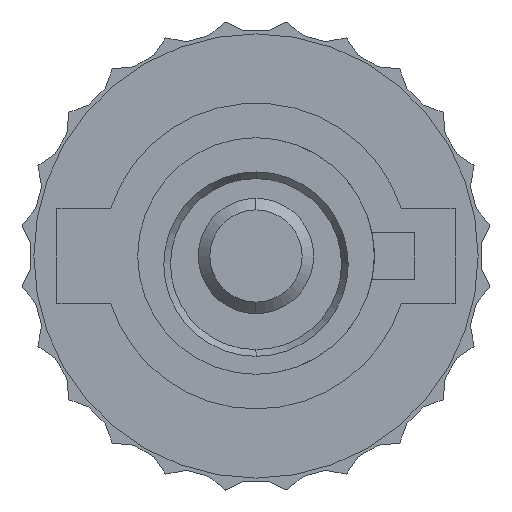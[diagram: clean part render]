
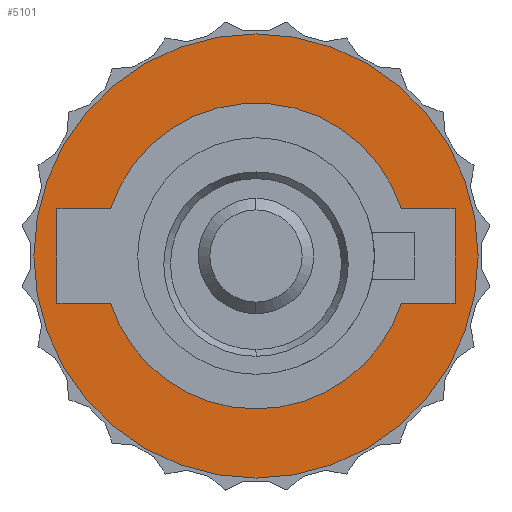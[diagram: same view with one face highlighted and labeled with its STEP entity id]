
A CAD part, front view. The second image highlights one B-rep face of the part: STEP entity #5101.
In plain terms, the highlighted face is planar.
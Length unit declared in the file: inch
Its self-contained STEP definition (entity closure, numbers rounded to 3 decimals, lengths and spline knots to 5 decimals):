
#300 = DIRECTION ( 'NONE',  ( 0., 0., 1. ) ) ;
#301 = DIRECTION ( 'NONE',  ( 0., 1., 0. ) ) ;
#302 = CARTESIAN_POINT ( 'NONE',  ( 0., 0.45, 0. ) ) ;
#303 = AXIS2_PLACEMENT_3D ( 'NONE', #302, #301, #300 ) ;
#304 = CIRCLE ( 'NONE', #303, 0.1925 ) ;
#449 = CARTESIAN_POINT ( 'NONE',  ( 0., 0.45, 0.1925 ) ) ;
#556 = CARTESIAN_POINT ( 'NONE',  ( 0., 0.45, -0.1925 ) ) ;
#882 = CARTESIAN_POINT ( 'NONE',  ( 0.1725, 0.45, -0.041 ) ) ;
#1382 = DIRECTION ( 'NONE',  ( 0., 0., 1. ) ) ;
#1383 = DIRECTION ( 'NONE',  ( 0., 1., 0. ) ) ;
#1384 = CARTESIAN_POINT ( 'NONE',  ( 0., 0.45, 0. ) ) ;
#1385 = AXIS2_PLACEMENT_3D ( 'NONE', #1384, #1383, #1382 ) ;
#1386 = CIRCLE ( 'NONE', #1385, 0.1325 ) ;
#1401 = CARTESIAN_POINT ( 'NONE',  ( 0.126, 0.45, -0.041 ) ) ;
#1431 = CARTESIAN_POINT ( 'NONE',  ( -0.126, 0.45, -0.041 ) ) ;
#1432 = DIRECTION ( 'NONE',  ( -1., 0., 0. ) ) ;
#1433 = VECTOR ( 'NONE', #1432, 39.37008 ) ;
#1434 = CARTESIAN_POINT ( 'NONE',  ( -0.126, 0.45, -0.041 ) ) ;
#1435 = LINE ( 'NONE', #1434, #1433 ) ;
#1437 = CARTESIAN_POINT ( 'NONE',  ( 0.1725, 0.45, -0.041 ) ) ;
#1442 = LINE ( 'NONE', #1437, #1461 ) ;
#1445 = CARTESIAN_POINT ( 'NONE',  ( -0.1725, 0.45, 0.041 ) ) ;
#1460 = DIRECTION ( 'NONE',  ( 0., 0., -1. ) ) ;
#1461 = VECTOR ( 'NONE', #1460, 39.37008 ) ;
#1468 = FACE_BOUND ( 'NONE', #5251, .T. ) ;
#1485 = DIRECTION ( 'NONE',  ( 0., 0., 1. ) ) ;
#1486 = VECTOR ( 'NONE', #1485, 39.37008 ) ;
#1487 = CARTESIAN_POINT ( 'NONE',  ( -0.1725, 0.45, -0.041 ) ) ;
#1488 = DIRECTION ( 'NONE',  ( 0., 0., 1. ) ) ;
#1489 = DIRECTION ( 'NONE',  ( 0., 1., 0. ) ) ;
#1490 = CARTESIAN_POINT ( 'NONE',  ( 0., 0.45, 0. ) ) ;
#1491 = AXIS2_PLACEMENT_3D ( 'NONE', #1490, #1489, #1488 ) ;
#1492 = LINE ( 'NONE', #1487, #1486 ) ;
#1493 = PLANE ( 'NONE',  #1491 ) ;
#1494 = FACE_OUTER_BOUND ( 'NONE', #5184, .T. ) ;
#1555 = DIRECTION ( 'NONE',  ( 1., 0., 0. ) ) ;
#1556 = VECTOR ( 'NONE', #1555, 39.37008 ) ;
#1557 = CARTESIAN_POINT ( 'NONE',  ( 0.1725, 0.45, 0.041 ) ) ;
#1577 = CARTESIAN_POINT ( 'NONE',  ( 0.1725, 0.45, 0.041 ) ) ;
#1651 = DIRECTION ( 'NONE',  ( 0., 0., 1. ) ) ;
#1652 = DIRECTION ( 'NONE',  ( 0., 1., 0. ) ) ;
#1653 = CARTESIAN_POINT ( 'NONE',  ( 0., 0.45, 0. ) ) ;
#1654 = AXIS2_PLACEMENT_3D ( 'NONE', #1653, #1652, #1651 ) ;
#1655 = CIRCLE ( 'NONE', #1654, 0.1925 ) ;
#1709 = DIRECTION ( 'NONE',  ( 0., 0., 1. ) ) ;
#1710 = DIRECTION ( 'NONE',  ( 0., 1., 0. ) ) ;
#1711 = CARTESIAN_POINT ( 'NONE',  ( 0., 0.45, 0. ) ) ;
#1712 = AXIS2_PLACEMENT_3D ( 'NONE', #1711, #1710, #1709 ) ;
#1713 = CIRCLE ( 'NONE', #1712, 0.1325 ) ;
#1731 = CARTESIAN_POINT ( 'NONE',  ( -0.126, 0.45, 0.041 ) ) ;
#1732 = DIRECTION ( 'NONE',  ( -1., 0., 0. ) ) ;
#1733 = VECTOR ( 'NONE', #1732, 39.37008 ) ;
#1734 = CARTESIAN_POINT ( 'NONE',  ( 0.1725, 0.45, -0.041 ) ) ;
#1735 = LINE ( 'NONE', #1734, #1733 ) ;
#1736 = CARTESIAN_POINT ( 'NONE',  ( -0.1725, 0.45, -0.041 ) ) ;
#1753 = DIRECTION ( 'NONE',  ( 1., 0., 0. ) ) ;
#1754 = VECTOR ( 'NONE', #1753, 39.37008 ) ;
#1755 = CARTESIAN_POINT ( 'NONE',  ( -0.126, 0.45, 0.041 ) ) ;
#1761 = LINE ( 'NONE', #1755, #1754 ) ;
#1781 = LINE ( 'NONE', #1557, #1556 ) ;
#4183 = VERTEX_POINT ( 'NONE', #7056 ) ;
#4185 = EDGE_CURVE ( 'NONE', #4183, #4186, #7055, .T. ) ;
#4186 = VERTEX_POINT ( 'NONE', #7050 ) ;
#4399 = EDGE_CURVE ( 'NONE', #4560, #4610, #304, .T. ) ;
#4560 = VERTEX_POINT ( 'NONE', #449 ) ;
#4610 = VERTEX_POINT ( 'NONE', #556 ) ;
#4876 = VERTEX_POINT ( 'NONE', #882 ) ;
#5101 = ADVANCED_FACE ( 'NONE', ( #1468, #1494 ), #1493, .T. ) ;
#5102 = EDGE_CURVE ( 'NONE', #5178, #5117, #1492, .T. ) ;
#5106 = ORIENTED_EDGE ( 'NONE', *, *, #5107, .F. ) ;
#5107 = EDGE_CURVE ( 'NONE', #5245, #4876, #1442, .T. ) ;
#5117 = VERTEX_POINT ( 'NONE', #1445 ) ;
#5118 = ORIENTED_EDGE ( 'NONE', *, *, #5102, .F. ) ;
#5119 = EDGE_CURVE ( 'NONE', #5120, #5178, #1435, .T. ) ;
#5120 = VERTEX_POINT ( 'NONE', #1431 ) ;
#5135 = ORIENTED_EDGE ( 'NONE', *, *, #5136, .F. ) ;
#5136 = EDGE_CURVE ( 'NONE', #5137, #5120, #1386, .T. ) ;
#5137 = VERTEX_POINT ( 'NONE', #1401 ) ;
#5169 = ORIENTED_EDGE ( 'NONE', *, *, #5170, .F. ) ;
#5170 = EDGE_CURVE ( 'NONE', #4186, #5245, #1781, .T. ) ;
#5171 = ORIENTED_EDGE ( 'NONE', *, *, #4185, .F. ) ;
#5172 = ORIENTED_EDGE ( 'NONE', *, *, #5173, .F. ) ;
#5173 = EDGE_CURVE ( 'NONE', #5185, #4183, #1713, .T. ) ;
#5175 = ORIENTED_EDGE ( 'NONE', *, *, #5210, .T. ) ;
#5176 = ORIENTED_EDGE ( 'NONE', *, *, #4399, .T. ) ;
#5178 = VERTEX_POINT ( 'NONE', #1736 ) ;
#5179 = ORIENTED_EDGE ( 'NONE', *, *, #5119, .F. ) ;
#5182 = ORIENTED_EDGE ( 'NONE', *, *, #5183, .F. ) ;
#5183 = EDGE_CURVE ( 'NONE', #4876, #5137, #1735, .T. ) ;
#5184 = EDGE_LOOP ( 'NONE', ( #5175, #5176 ) ) ;
#5185 = VERTEX_POINT ( 'NONE', #1731 ) ;
#5186 = ORIENTED_EDGE ( 'NONE', *, *, #5191, .F. ) ;
#5191 = EDGE_CURVE ( 'NONE', #5117, #5185, #1761, .T. ) ;
#5210 = EDGE_CURVE ( 'NONE', #4610, #4560, #1655, .T. ) ;
#5245 = VERTEX_POINT ( 'NONE', #1577 ) ;
#5251 = EDGE_LOOP ( 'NONE', ( #5106, #5169, #5171, #5172, #5186, #5118, #5179, #5135, #5182 ) ) ;
#7050 = CARTESIAN_POINT ( 'NONE',  ( 0.126, 0.45, 0.041 ) ) ;
#7051 = DIRECTION ( 'NONE',  ( 0., 0., 1. ) ) ;
#7052 = DIRECTION ( 'NONE',  ( 0., 1., 0. ) ) ;
#7053 = CARTESIAN_POINT ( 'NONE',  ( 0., 0.45, 0. ) ) ;
#7054 = AXIS2_PLACEMENT_3D ( 'NONE', #7053, #7052, #7051 ) ;
#7055 = CIRCLE ( 'NONE', #7054, 0.1325 ) ;
#7056 = CARTESIAN_POINT ( 'NONE',  ( 0., 0.45, 0.1325 ) ) ;
